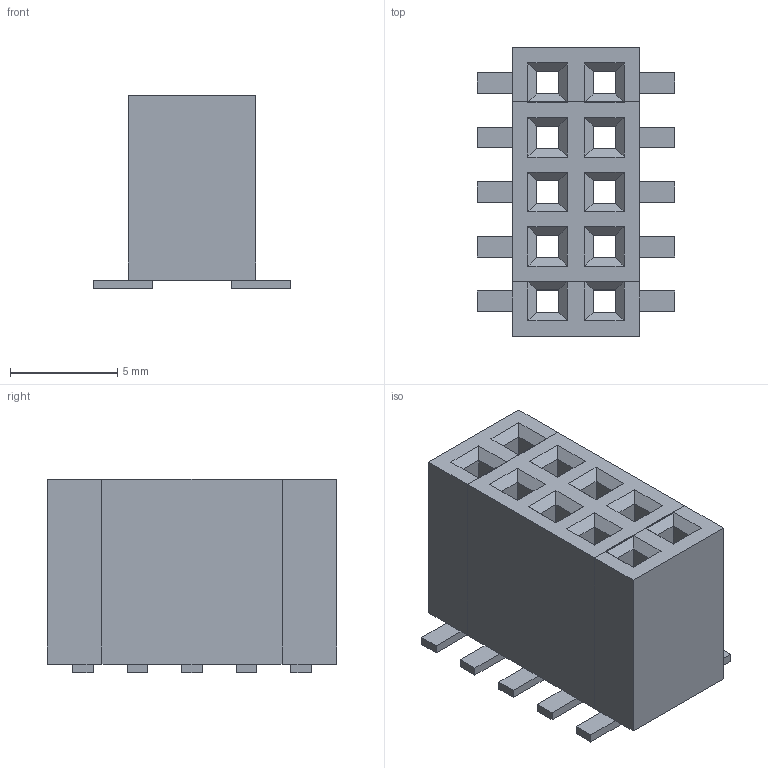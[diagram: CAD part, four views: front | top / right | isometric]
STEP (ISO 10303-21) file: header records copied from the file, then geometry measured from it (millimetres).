
FILE_DESCRIPTION(('FreeCAD Model'),'2;1');
FILE_NAME('SMD_female-2x5.step','2017-10-18T21:39:30',( 'Author'),(''),'Open CASCADE STEP processor 6.8','FreeCAD','Unknown' );
FILE_SCHEMA(('AUTOMOTIVE_DESIGN_CC2 { 1 2 10303 214 -1 1 5 4 }'));
Length unit declared in the file: millimetre
Products named in the file (1): SMD_female-2x5
Bounding box: 9.2 x 13.46 x 9 mm (x, y, z)
Volume: 601 mm3; surface area: 883.8 mm2
Topology: 1 solids, 1 shells, 152 faces, 416 edges, 252 vertices
Faces by surface type: plane 152
Entity records: 11113 total; most frequent: CARTESIAN_POINT 1677, DIRECTION 1530, LINE 1224, VECTOR 1224, ORIENTED_EDGE 832, PCURVE 832, DEFINITIONAL_REPRESENTATION 832, EDGE_CURVE 416
